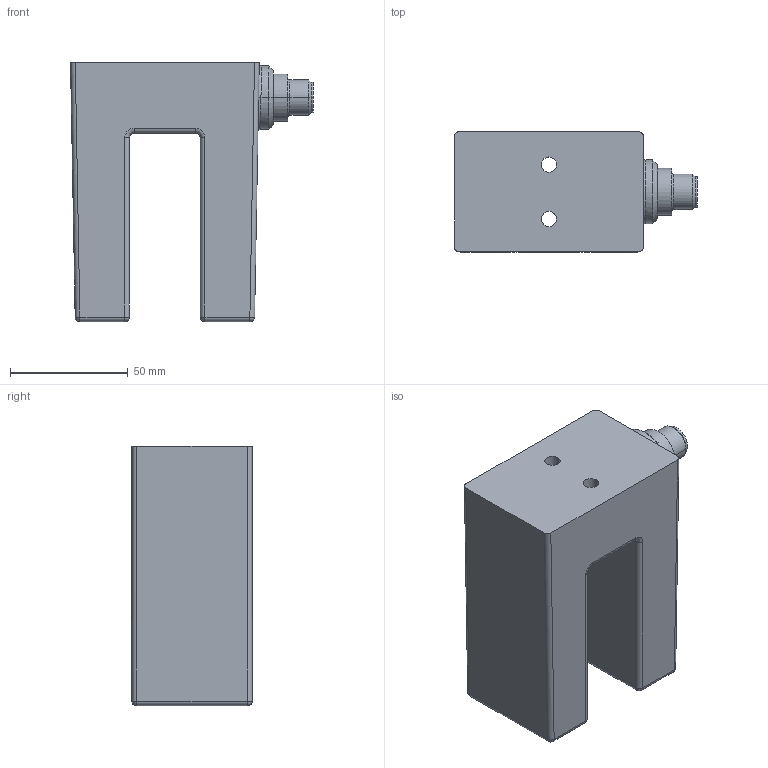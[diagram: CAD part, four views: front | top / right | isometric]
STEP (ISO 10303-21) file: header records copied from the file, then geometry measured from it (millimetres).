
FILE_DESCRIPTION((''),'2;1');
FILE_NAME('PRT0001','2012-02-14T',('dhelisch'),(''),'PRO/ENGINEER BY PARAMETRIC TECHNOLOGY CORPORATION, 2007250','PRO/ENGINEER BY PARAMETRIC TECHNOLOGY CORPORATION, 2007250','');
FILE_SCHEMA(('CONFIG_CONTROL_DESIGN'));
Length unit declared in the file: millimetre
Products named in the file (1): PRT0001
Bounding box: 103 x 51 x 110 mm (x, y, z)
Volume: 319101.2 mm3; surface area: 41090.4 mm2
Topology: 1 solids, 1 shells, 71 faces, 150 edges, 86 vertices
Faces by surface type: cylinder 36, plane 15, sphere 8, torus 6, cone 4, bspline 2
Entity records: 2882 total; most frequent: CARTESIAN_POINT 581, DIRECTION 354, ORIENTED_EDGE 300, PRESENTATION_STYLE_ASSIGNMENT 166, STYLED_ITEM 151, CURVE_STYLE 150, EDGE_CURVE 150, AXIS2_PLACEMENT_3D 145
